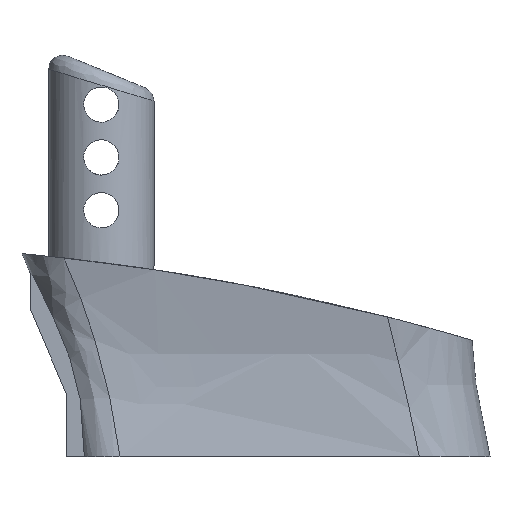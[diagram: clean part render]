
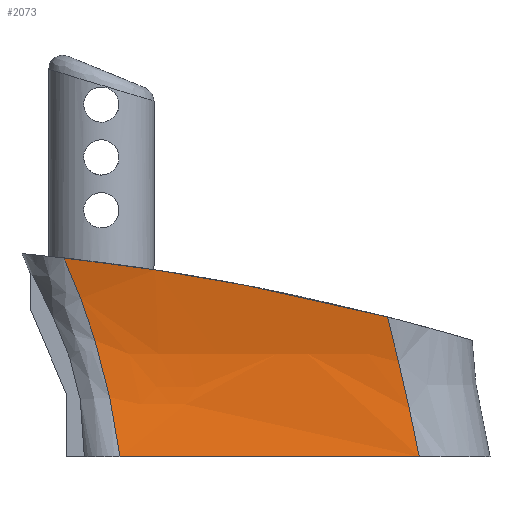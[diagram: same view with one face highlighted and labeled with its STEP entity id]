
A CAD part, left-side view. The second image highlights one B-rep face of the part: STEP entity #2073.
In plain terms, the highlighted free-form (B-spline) face has degree [10, 2] with [11, 3] control points.
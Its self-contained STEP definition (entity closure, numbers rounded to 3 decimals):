
#1300 = VERTEX_POINT('',#1301);
#1301 = CARTESIAN_POINT('',(-9.251,-289.877,
    22.291));
#1348 = EDGE_CURVE('',#1349,#1300,#1351,.T.);
#1349 = VERTEX_POINT('',#1350);
#1350 = CARTESIAN_POINT('',(-5.61,-308.242,
    18.943));
#1351 = B_SPLINE_CURVE_WITH_KNOTS('',4,(#1352,#1353,#1354,#1355,#1356,
    #1357,#1358,#1359,#1360,#1361,#1362,#1363,#1364,#1365),
  .UNSPECIFIED.,.F.,.F.,(5,3,3,3,5),(0.,0.253,0.504,
    0.753,1.),.UNSPECIFIED.);
#1352 = CARTESIAN_POINT('',(-5.61,-308.242,
    18.943));
#1353 = CARTESIAN_POINT('',(-5.86,-307.105,
    19.233));
#1354 = CARTESIAN_POINT('',(-6.107,-305.964,
    19.511));
#1355 = CARTESIAN_POINT('',(-6.352,-304.818,
    19.775));
#1356 = CARTESIAN_POINT('',(-6.834,-302.526,
    20.276));
#1357 = CARTESIAN_POINT('',(-7.072,-301.38,
    20.512));
#1358 = CARTESIAN_POINT('',(-7.306,-300.23,
    20.735));
#1359 = CARTESIAN_POINT('',(-7.765,-297.931,
    21.153));
#1360 = CARTESIAN_POINT('',(-7.989,-296.783,
    21.349));
#1361 = CARTESIAN_POINT('',(-8.209,-295.63,
    21.531));
#1362 = CARTESIAN_POINT('',(-8.639,-293.33,
    21.867));
#1363 = CARTESIAN_POINT('',(-8.848,-292.182,
    22.022));
#1364 = CARTESIAN_POINT('',(-9.052,-291.031,
    22.163));
#1365 = CARTESIAN_POINT('',(-9.251,-289.877,
    22.291));
#1968 = EDGE_CURVE('',#1969,#1349,#1971,.T.);
#1969 = VERTEX_POINT('',#1970);
#1970 = CARTESIAN_POINT('',(-4.903,-310.052,11.));
#1971 = ( BOUNDED_CURVE() B_SPLINE_CURVE(2,(#1972,#1973,#1974),
.UNSPECIFIED.,.F.,.F.) B_SPLINE_CURVE_WITH_KNOTS((3,3),(0.,1.),
.PIECEWISE_BEZIER_KNOTS.) CURVE() GEOMETRIC_REPRESENTATION_ITEM() 
RATIONAL_B_SPLINE_CURVE((1.,1.,1.)) REPRESENTATION_ITEM('') );
#1972 = CARTESIAN_POINT('',(-4.903,-310.052,11.));
#1973 = CARTESIAN_POINT('',(-4.386,-308.782,
    17.468));
#1974 = CARTESIAN_POINT('',(-7.18,-307.093,23.));
#2073 = ADVANCED_FACE('',(#2074),#2092,.T.);
#2074 = FACE_BOUND('',#2075,.T.);
#2075 = EDGE_LOOP('',(#2076,#2084,#2090,#2091));
#2076 = ORIENTED_EDGE('',*,*,#2077,.F.);
#2077 = EDGE_CURVE('',#2078,#1300,#2080,.T.);
#2078 = VERTEX_POINT('',#2079);
#2079 = CARTESIAN_POINT('',(-8.305,-293.059,11.));
#2080 = ( BOUNDED_CURVE() B_SPLINE_CURVE(2,(#2081,#2082,#2083),
.UNSPECIFIED.,.F.,.F.) B_SPLINE_CURVE_WITH_KNOTS((3,3),(0.,1.),
.PIECEWISE_BEZIER_KNOTS.) CURVE() GEOMETRIC_REPRESENTATION_ITEM() 
RATIONAL_B_SPLINE_CURVE((1.,1.,1.)) REPRESENTATION_ITEM('') );
#2081 = CARTESIAN_POINT('',(-8.305,-293.059,11.));
#2082 = CARTESIAN_POINT('',(-7.238,-292.198,
    17.468));
#2083 = CARTESIAN_POINT('',(-9.53,-289.546,23.));
#2084 = ORIENTED_EDGE('',*,*,#2085,.T.);
#2085 = EDGE_CURVE('',#2078,#1969,#2086,.T.);
#2086 = LINE('',#2087,#2088);
#2087 = CARTESIAN_POINT('',(-8.305,-293.059,11.));
#2088 = VECTOR('',#2089,1.);
#2089 = DIRECTION('',(0.196,-0.981,0.));
#2090 = ORIENTED_EDGE('',*,*,#1968,.T.);
#2091 = ORIENTED_EDGE('',*,*,#1348,.T.);
#2092 = ( BOUNDED_SURFACE() B_SPLINE_SURFACE(10,2,(
    (#2093,#2094,#2095)
    ,(#2096,#2097,#2098)
    ,(#2099,#2100,#2101)
    ,(#2102,#2103,#2104)
    ,(#2105,#2106,#2107)
    ,(#2108,#2109,#2110)
    ,(#2111,#2112,#2113)
    ,(#2114,#2115,#2116)
    ,(#2117,#2118,#2119)
    ,(#2120,#2121,#2122)
    ,(#2123,#2124,#2125
)),.UNSPECIFIED.,.F.,.F.,.F.) B_SPLINE_SURFACE_WITH_KNOTS((11,11),(3,3),
  (5.,6.),(0.,1.),.PIECEWISE_BEZIER_KNOTS.) 
GEOMETRIC_REPRESENTATION_ITEM() RATIONAL_B_SPLINE_SURFACE((
    (1.,1.,1.)
    ,(1.,1.,1.)
    ,(1.,1.,1.)
    ,(1.,1.,1.)
    ,(1.,1.,1.)
    ,(1.,1.,1.)
    ,(1.,1.,1.)
    ,(1.,1.,1.)
    ,(1.,1.,1.)
    ,(1.,1.,1.)
,(1.,1.,1.))) REPRESENTATION_ITEM('') SURFACE() );
#2093 = CARTESIAN_POINT('',(-8.305,-293.059,11.));
#2094 = CARTESIAN_POINT('',(-7.238,-292.198,
    17.468));
#2095 = CARTESIAN_POINT('',(-9.53,-289.546,23.));
#2096 = CARTESIAN_POINT('',(-7.965,-294.758,11.));
#2097 = CARTESIAN_POINT('',(-6.953,-293.857,
    17.468));
#2098 = CARTESIAN_POINT('',(-9.295,-291.301,23.));
#2099 = CARTESIAN_POINT('',(-7.625,-296.458,11.));
#2100 = CARTESIAN_POINT('',(-6.667,-295.515,
    17.468));
#2101 = CARTESIAN_POINT('',(-9.06,-293.055,23.));
#2102 = CARTESIAN_POINT('',(-7.284,-298.157,11.));
#2103 = CARTESIAN_POINT('',(-6.382,-297.174,
    17.468));
#2104 = CARTESIAN_POINT('',(-8.825,-294.81,23.));
#2105 = CARTESIAN_POINT('',(-6.944,-299.856,11.));
#2106 = CARTESIAN_POINT('',(-6.097,-298.832,
    17.468));
#2107 = CARTESIAN_POINT('',(-8.59,-296.565,23.));
#2108 = CARTESIAN_POINT('',(-6.604,-301.555,11.));
#2109 = CARTESIAN_POINT('',(-5.812,-300.49,17.468
    ));
#2110 = CARTESIAN_POINT('',(-8.355,-298.319,23.));
#2111 = CARTESIAN_POINT('',(-6.264,-303.255,11.));
#2112 = CARTESIAN_POINT('',(-5.527,-302.149,
    17.468));
#2113 = CARTESIAN_POINT('',(-8.12,-300.074,23.));
#2114 = CARTESIAN_POINT('',(-5.923,-304.954,11.));
#2115 = CARTESIAN_POINT('',(-5.242,-303.807,
    17.468));
#2116 = CARTESIAN_POINT('',(-7.885,-301.829,23.));
#2117 = CARTESIAN_POINT('',(-5.583,-306.653,11.));
#2118 = CARTESIAN_POINT('',(-4.956,-305.466,
    17.468));
#2119 = CARTESIAN_POINT('',(-7.65,-303.584,23.));
#2120 = CARTESIAN_POINT('',(-5.243,-308.352,11.));
#2121 = CARTESIAN_POINT('',(-4.671,-307.124,
    17.468));
#2122 = CARTESIAN_POINT('',(-7.415,-305.338,23.));
#2123 = CARTESIAN_POINT('',(-4.903,-310.052,11.));
#2124 = CARTESIAN_POINT('',(-4.386,-308.782,
    17.468));
#2125 = CARTESIAN_POINT('',(-7.18,-307.093,23.));
